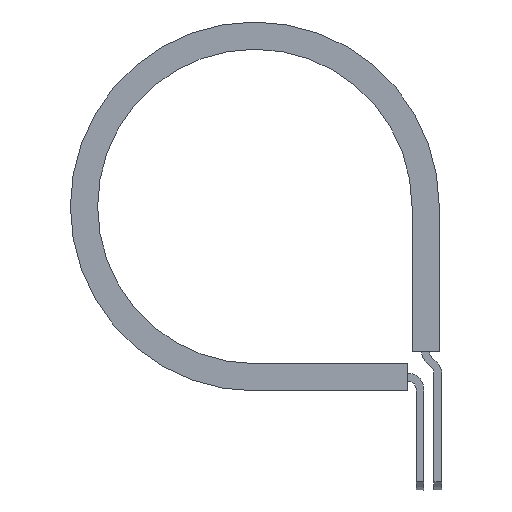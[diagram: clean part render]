
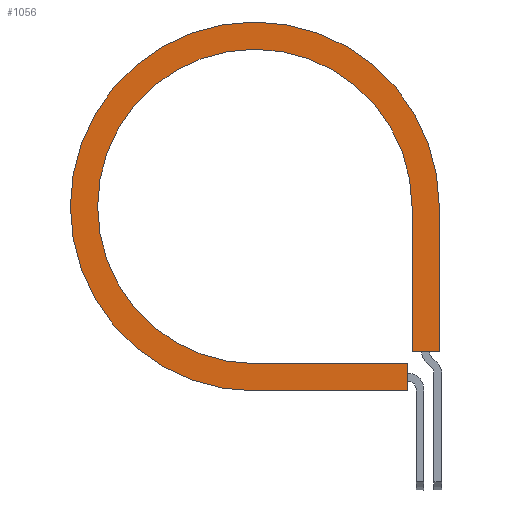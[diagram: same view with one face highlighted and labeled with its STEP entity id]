
A CAD part, front view. The second image highlights one B-rep face of the part: STEP entity #1056.
In plain terms, the highlighted planar face has unit normal (0, -1, 0).
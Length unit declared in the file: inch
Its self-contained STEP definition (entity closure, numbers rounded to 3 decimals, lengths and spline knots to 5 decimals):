
#31 = ORIENTED_EDGE ( 'NONE', *, *, #1669, .F. ) ;
#34 = CARTESIAN_POINT ( 'NONE',  ( 0.9432, -0.31, -0.9685 ) ) ;
#45 = VERTEX_POINT ( 'NONE', #886 ) ;
#111 = DIRECTION ( 'NONE',  ( 0., -1., 0. ) ) ;
#136 = LINE ( 'NONE', #1303, #1335 ) ;
#141 = CARTESIAN_POINT ( 'NONE',  ( 1.1365, -0.31, 0. ) ) ;
#162 = CARTESIAN_POINT ( 'NONE',  ( 1.1365, -0.31, -0.89415 ) ) ;
#168 = LINE ( 'NONE', #330, #1523 ) ;
#193 = DIRECTION ( 'NONE',  ( 0., -1., 0. ) ) ;
#227 = EDGE_CURVE ( 'NONE', #713, #1732, #1089, .T. ) ;
#237 = PLANE ( 'NONE',  #724 ) ;
#291 = CARTESIAN_POINT ( 'NONE',  ( 0.9685, -0.31, 0. ) ) ;
#295 = DIRECTION ( 'NONE',  ( 0., 0., -1. ) ) ;
#312 = EDGE_CURVE ( 'NONE', #518, #968, #136, .T. ) ;
#321 = DIRECTION ( 'NONE',  ( 0., -1., 0. ) ) ;
#330 = CARTESIAN_POINT ( 'NONE',  ( 0.9685, -0.31, -0.89415 ) ) ;
#437 = CARTESIAN_POINT ( 'NONE',  ( 0.9685, -0.31, 0. ) ) ;
#481 = DIRECTION ( 'NONE',  ( -1., 0., 0. ) ) ;
#487 = DIRECTION ( 'NONE',  ( 1., 0., 0. ) ) ;
#491 = EDGE_CURVE ( 'NONE', #1394, #535, #1289, .T. ) ;
#518 = VERTEX_POINT ( 'NONE', #543 ) ;
#526 = VECTOR ( 'NONE', #812, 39.37008 ) ;
#535 = VERTEX_POINT ( 'NONE', #1728 ) ;
#543 = CARTESIAN_POINT ( 'NONE',  ( 0., -0.31, -1.1365 ) ) ;
#556 = ORIENTED_EDGE ( 'NONE', *, *, #816, .T. ) ;
#589 = FACE_OUTER_BOUND ( 'NONE', #1655, .T. ) ;
#705 = ORIENTED_EDGE ( 'NONE', *, *, #889, .F. ) ;
#713 = VERTEX_POINT ( 'NONE', #437 ) ;
#724 = AXIS2_PLACEMENT_3D ( 'NONE', #947, #111, #1079 ) ;
#753 = ORIENTED_EDGE ( 'NONE', *, *, #312, .T. ) ;
#790 = VERTEX_POINT ( 'NONE', #162 ) ;
#812 = DIRECTION ( 'NONE',  ( 1., 0., 0. ) ) ;
#816 = EDGE_CURVE ( 'NONE', #968, #535, #911, .T. ) ;
#833 = EDGE_CURVE ( 'NONE', #45, #518, #1557, .T. ) ;
#871 = CIRCLE ( 'NONE', #1327, 0.9685 ) ;
#872 = EDGE_CURVE ( 'NONE', #713, #1394, #871, .T. ) ;
#882 = AXIS2_PLACEMENT_3D ( 'NONE', #1158, #321, #1291 ) ;
#886 = CARTESIAN_POINT ( 'NONE',  ( 1.1365, -0.31, 0. ) ) ;
#889 = EDGE_CURVE ( 'NONE', #790, #1732, #168, .T. ) ;
#911 = LINE ( 'NONE', #34, #1640 ) ;
#947 = CARTESIAN_POINT ( 'NONE',  ( 0.9685, -0.31, 0. ) ) ;
#968 = VERTEX_POINT ( 'NONE', #1054 ) ;
#1022 = DIRECTION ( 'NONE',  ( 0., 0., 1. ) ) ;
#1028 = CARTESIAN_POINT ( 'NONE',  ( 0., -0.31, 0. ) ) ;
#1047 = ORIENTED_EDGE ( 'NONE', *, *, #872, .F. ) ;
#1054 = CARTESIAN_POINT ( 'NONE',  ( 0.9432, -0.31, -1.1365 ) ) ;
#1056 = ADVANCED_FACE ( 'NONE', ( #589 ), #237, .T. ) ;
#1079 = DIRECTION ( 'NONE',  ( 0., 0., -1. ) ) ;
#1089 = LINE ( 'NONE', #291, #1609 ) ;
#1142 = CARTESIAN_POINT ( 'NONE',  ( 0., -0.31, -0.9685 ) ) ;
#1157 = LINE ( 'NONE', #141, #1461 ) ;
#1158 = CARTESIAN_POINT ( 'NONE',  ( 0., -0.31, 0. ) ) ;
#1165 = DIRECTION ( 'NONE',  ( 0., 0., -1. ) ) ;
#1219 = ORIENTED_EDGE ( 'NONE', *, *, #491, .F. ) ;
#1241 = DIRECTION ( 'NONE',  ( 0., 0., -1. ) ) ;
#1289 = LINE ( 'NONE', #1467, #526 ) ;
#1291 = DIRECTION ( 'NONE',  ( 0., 0., -1. ) ) ;
#1303 = CARTESIAN_POINT ( 'NONE',  ( 0., -0.31, -1.1365 ) ) ;
#1323 = ORIENTED_EDGE ( 'NONE', *, *, #833, .T. ) ;
#1327 = AXIS2_PLACEMENT_3D ( 'NONE', #1028, #193, #1165 ) ;
#1335 = VECTOR ( 'NONE', #487, 39.37008 ) ;
#1366 = ORIENTED_EDGE ( 'NONE', *, *, #227, .T. ) ;
#1394 = VERTEX_POINT ( 'NONE', #1142 ) ;
#1461 = VECTOR ( 'NONE', #1241, 39.37008 ) ;
#1467 = CARTESIAN_POINT ( 'NONE',  ( 0., -0.31, -0.9685 ) ) ;
#1504 = CARTESIAN_POINT ( 'NONE',  ( 0.9685, -0.31, -0.89415 ) ) ;
#1523 = VECTOR ( 'NONE', #481, 39.37008 ) ;
#1557 = CIRCLE ( 'NONE', #882, 1.1365 ) ;
#1609 = VECTOR ( 'NONE', #295, 39.37008 ) ;
#1640 = VECTOR ( 'NONE', #1022, 39.37008 ) ;
#1655 = EDGE_LOOP ( 'NONE', ( #705, #31, #1323, #753, #556, #1219, #1047, #1366 ) ) ;
#1669 = EDGE_CURVE ( 'NONE', #45, #790, #1157, .T. ) ;
#1728 = CARTESIAN_POINT ( 'NONE',  ( 0.9432, -0.31, -0.9685 ) ) ;
#1732 = VERTEX_POINT ( 'NONE', #1504 ) ;
